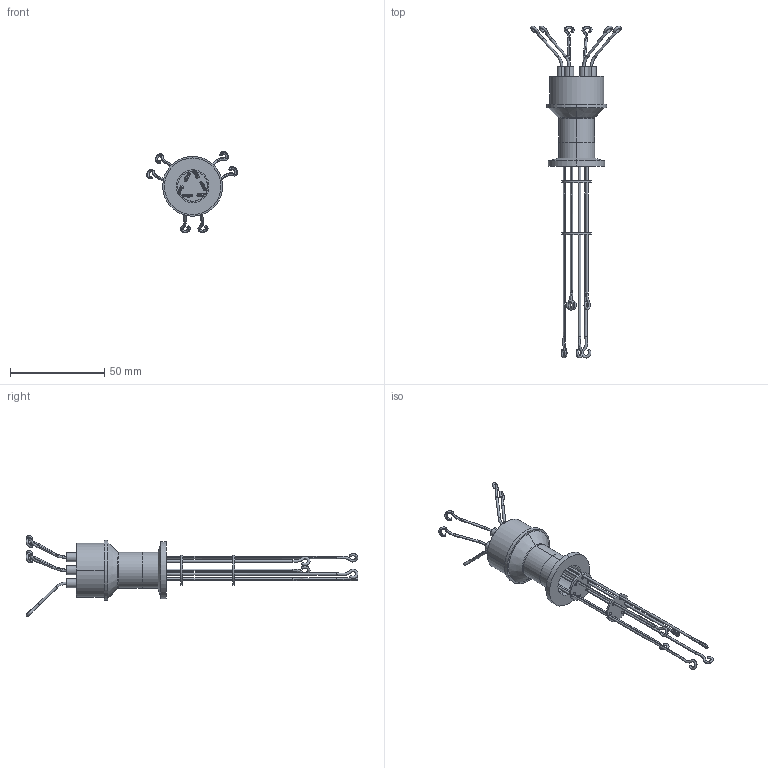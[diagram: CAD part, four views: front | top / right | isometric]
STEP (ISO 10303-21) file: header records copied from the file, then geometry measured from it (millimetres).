
FILE_DESCRIPTION (( 'STEP AP203' ), '1' );
FILE_NAME ('A0792-1-QF.STEP', '2013-03-28T12:20:03', ( '' ), ( '' ), 'SwSTEP 2.0', 'SolidWorks 2012', '' );
FILE_SCHEMA (( 'CONFIG_CONTROL_DESIGN' ));
Length unit declared in the file: inch
Products named in the file (1): A0792-1-QF
Bounding box: 47.95 x 175.78 x 42.97 mm (x, y, z)
Volume: 9521.6 mm3; surface area: 15793.4 mm2
Topology: 7 solids, 16 shells, 437 faces, 1072 edges, 697 vertices
Faces by surface type: cylinder 185, plane 158, bspline 64, cone 30
Entity records: 21215 total; most frequent: CARTESIAN_POINT 11023, ORIENTED_EDGE 2144, DIRECTION 2073, EDGE_CURVE 1072, AXIS2_PLACEMENT_3D 842, VERTEX_POINT 697, EDGE_LOOP 529, CIRCLE 468
